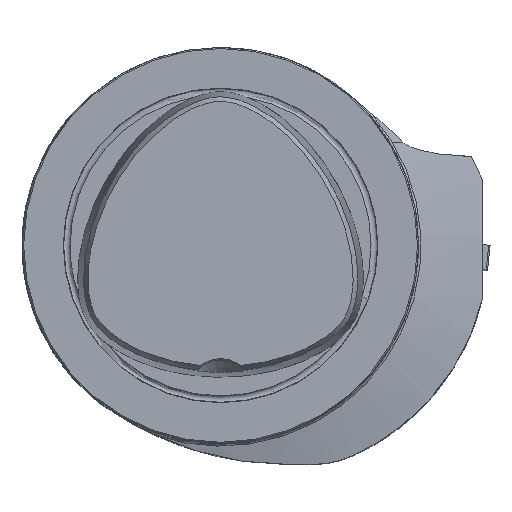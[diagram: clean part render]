
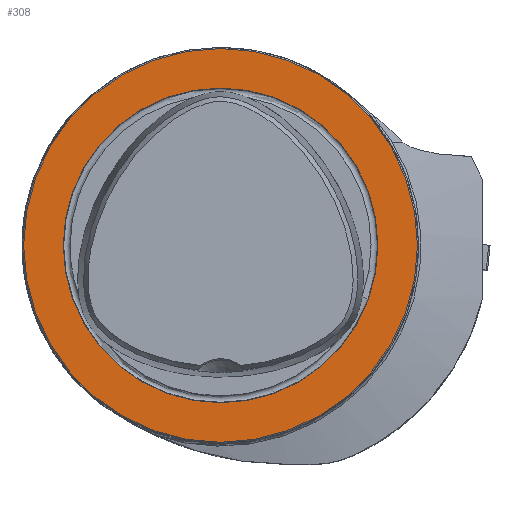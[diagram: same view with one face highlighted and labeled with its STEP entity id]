
A CAD part, top view. The second image highlights one B-rep face of the part: STEP entity #308.
In plain terms, the highlighted planar face has unit normal (0, 0, 1).
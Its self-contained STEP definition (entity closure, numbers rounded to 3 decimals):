
#129=FACE_BOUND('',#520,.T.);
#130=FACE_BOUND('',#521,.T.);
#165=CIRCLE('',#1699,49.7);
#166=CIRCLE('',#1701,39.714);
#308=ADVANCED_FACE('CU_E_LO_SU_1',(#129,#130),#383,.F.);
#383=PLANE('',#1702);
#520=EDGE_LOOP('',(#780));
#521=EDGE_LOOP('',(#781));
#780=ORIENTED_EDGE('',*,*,#1317,.F.);
#781=ORIENTED_EDGE('',*,*,#1316,.T.);
#1148=VERTEX_POINT('',#8643);
#1149=VERTEX_POINT('',#8646);
#1316=EDGE_CURVE('',#1148,#1148,#165,.T.);
#1317=EDGE_CURVE('',#1149,#1149,#166,.T.);
#1699=AXIS2_PLACEMENT_3D('',#8642,#1952,#1953);
#1701=AXIS2_PLACEMENT_3D('',#8645,#1956,#1957);
#1702=AXIS2_PLACEMENT_3D('',#8647,#1958,#1959);
#1952=DIRECTION('',(0.,0.,1.));
#1953=DIRECTION('',(-1.,0.,0.));
#1956=DIRECTION('',(0.,0.,1.));
#1957=DIRECTION('',(-1.,0.,0.));
#1958=DIRECTION('',(0.,0.,-1.));
#1959=DIRECTION('',(1.,0.,0.));
#8642=CARTESIAN_POINT('',(0.,0.,
0.));
#8643=CARTESIAN_POINT('',(-49.7,0.,0.));
#8645=CARTESIAN_POINT('',(0.,0.,
0.));
#8646=CARTESIAN_POINT('',(-39.714,0.,0.));
#8647=CARTESIAN_POINT('',(0.,-49.7,0.));
